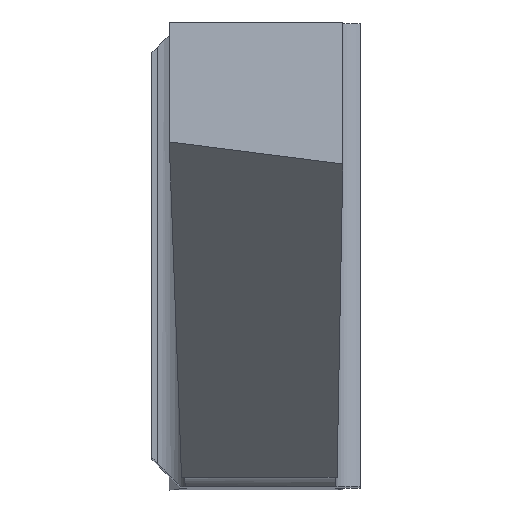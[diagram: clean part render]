
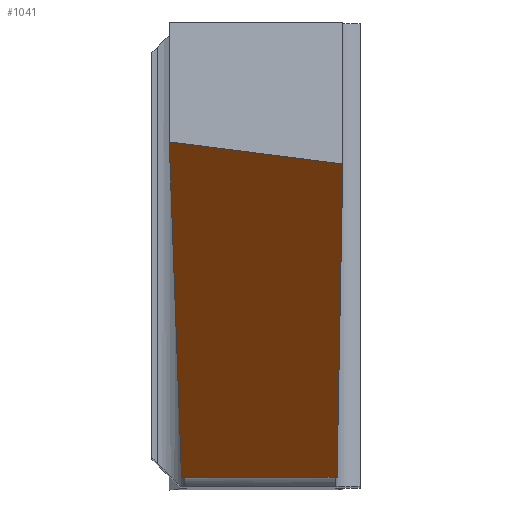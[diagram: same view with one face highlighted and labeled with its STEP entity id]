
A CAD part, top view. The second image highlights one B-rep face of the part: STEP entity #1041.
In plain terms, the highlighted planar face has unit normal (0, -0.904, 0.427).
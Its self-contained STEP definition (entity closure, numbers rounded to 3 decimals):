
#17 =( BOUNDED_CURVE ( )  B_SPLINE_CURVE ( 3, ( #479, #470, #1081, #490 ),
 .UNSPECIFIED., .F., .F. ) 
 B_SPLINE_CURVE_WITH_KNOTS ( ( 4, 4 ),
 ( 6.021, 7.854 ),
 .UNSPECIFIED. ) 
 CURVE ( )  GEOMETRIC_REPRESENTATION_ITEM ( )  RATIONAL_B_SPLINE_CURVE ( ( 1., 0.739, 0.739, 1. ) ) 
 REPRESENTATION_ITEM ( '' )  );
#32 = B_SPLINE_CURVE_WITH_KNOTS ( 'NONE', 1,
 ( #500, #566 ),
 .UNSPECIFIED., .F., .F.,
 ( 2, 2 ),
 ( 1.571, 1.588 ),
 .UNSPECIFIED. ) ;
#61 = VERTEX_POINT ( 'NONE', #1153 ) ;
#73 = CARTESIAN_POINT ( 'NONE',  ( 3.2, -3.85, 13.027 ) ) ;
#96 =( BOUNDED_CURVE ( )  B_SPLINE_CURVE ( 3, ( #172, #202, #310, #307 ),
 .UNSPECIFIED., .F., .F. ) 
 B_SPLINE_CURVE_WITH_KNOTS ( ( 4, 4 ),
 ( 4.704, 6.021 ),
 .UNSPECIFIED. ) 
 CURVE ( )  GEOMETRIC_REPRESENTATION_ITEM ( )  RATIONAL_B_SPLINE_CURVE ( ( 1., 0.86, 0.86, 1. ) ) 
 REPRESENTATION_ITEM ( '' )  );
#112 = VERTEX_POINT ( 'NONE', #854 ) ;
#128 = CARTESIAN_POINT ( 'NONE',  ( 0.3, 1.927, 25.249 ) ) ;
#155 = ORIENTED_EDGE ( 'NONE', *, *, #759, .T. ) ;
#172 = CARTESIAN_POINT ( 'NONE',  ( 3.3, 1.547, 24.445 ) ) ;
#202 = CARTESIAN_POINT ( 'NONE',  ( 3.3, 1.548, 24.446 ) ) ;
#218 = ORIENTED_EDGE ( 'NONE', *, *, #694, .T. ) ;
#234 = CARTESIAN_POINT ( 'NONE',  ( 3.6, 2.034, 25.474 ) ) ;
#278 = VERTEX_POINT ( 'NONE', #73 ) ;
#307 = CARTESIAN_POINT ( 'NONE',  ( 3.299, 1.548, 24.446 ) ) ;
#310 = CARTESIAN_POINT ( 'NONE',  ( 3.3, 1.548, 24.446 ) ) ;
#341 = VECTOR ( 'NONE', #920, 1000. ) ;
#342 = AXIS2_PLACEMENT_3D ( 'NONE', #234, #444, #1056 ) ;
#347 = LINE ( 'NONE', #1067, #341 ) ;
#366 = FACE_OUTER_BOUND ( 'NONE', #574, .T. ) ;
#378 = ORIENTED_EDGE ( 'NONE', *, *, #891, .T. ) ;
#444 = DIRECTION ( 'NONE',  ( 0., 0.904, -0.427 ) ) ;
#470 = CARTESIAN_POINT ( 'NONE',  ( 0.301, 1.928, 25.25 ) ) ;
#477 = ORIENTED_EDGE ( 'NONE', *, *, #739, .T. ) ;
#479 = CARTESIAN_POINT ( 'NONE',  ( 0.301, 1.928, 25.25 ) ) ;
#482 = LINE ( 'NONE', #1011, #643 ) ;
#490 = CARTESIAN_POINT ( 'NONE',  ( 0.3, 1.927, 25.249 ) ) ;
#500 = CARTESIAN_POINT ( 'NONE',  ( 0.3, 1.927, 25.249 ) ) ;
#532 = VECTOR ( 'NONE', #737, 1000. ) ;
#540 = LINE ( 'NONE', #824, #532 ) ;
#552 = CARTESIAN_POINT ( 'NONE',  ( 3.309, 2.035, 25.476 ) ) ;
#566 = CARTESIAN_POINT ( 'NONE',  ( 0.3, 1.927, 25.249 ) ) ;
#568 = VERTEX_POINT ( 'NONE', #810 ) ;
#574 = EDGE_LOOP ( 'NONE', ( #794, #378, #155, #908, #477, #218, #1016 ) ) ;
#598 = VECTOR ( 'NONE', #652, 1000. ) ;
#636 = CARTESIAN_POINT ( 'NONE',  ( 0.301, 1.928, 25.25 ) ) ;
#643 = VECTOR ( 'NONE', #993, 1000. ) ;
#652 = DIRECTION ( 'NONE',  ( 0.008, 0.427, 0.904 ) ) ;
#682 = LINE ( 'NONE', #552, #598 ) ;
#694 = EDGE_CURVE ( 'NONE', #61, #568, #96, .T. ) ;
#737 = DIRECTION ( 'NONE',  ( 0.016, -0.427, -0.904 ) ) ;
#739 = EDGE_CURVE ( 'NONE', #278, #61, #682, .T. ) ;
#759 = EDGE_CURVE ( 'NONE', #112, #802, #540, .T. ) ;
#794 = ORIENTED_EDGE ( 'NONE', *, *, #861, .T. ) ;
#802 = VERTEX_POINT ( 'NONE', #980 ) ;
#808 = EDGE_CURVE ( 'NONE', #1019, #568, #482, .T. ) ;
#810 = CARTESIAN_POINT ( 'NONE',  ( 3.299, 1.548, 24.446 ) ) ;
#824 = CARTESIAN_POINT ( 'NONE',  ( 0.297, 2.011, 25.427 ) ) ;
#854 = CARTESIAN_POINT ( 'NONE',  ( 0.3, 1.927, 25.249 ) ) ;
#861 = EDGE_CURVE ( 'NONE', #1019, #1135, #17, .T. ) ;
#891 = EDGE_CURVE ( 'NONE', #1135, #112, #32, .T. ) ;
#908 = ORIENTED_EDGE ( 'NONE', *, *, #1052, .F. ) ;
#920 = DIRECTION ( 'NONE',  ( -1., 0., 0. ) ) ;
#980 = CARTESIAN_POINT ( 'NONE',  ( 0.513, -3.85, 13.027 ) ) ;
#993 = DIRECTION ( 'NONE',  ( 0.959, -0.121, -0.257 ) ) ;
#1011 = CARTESIAN_POINT ( 'NONE',  ( 3.266, 1.552, 24.455 ) ) ;
#1016 = ORIENTED_EDGE ( 'NONE', *, *, #808, .F. ) ;
#1019 = VERTEX_POINT ( 'NONE', #636 ) ;
#1041 = ADVANCED_FACE ( 'NONE', ( #366 ), #1115, .F. ) ;
#1052 = EDGE_CURVE ( 'NONE', #278, #802, #347, .T. ) ;
#1056 = DIRECTION ( 'NONE',  ( 0., 0.427, 0.904 ) ) ;
#1067 = CARTESIAN_POINT ( 'NONE',  ( 3.6, -3.85, 13.027 ) ) ;
#1081 = CARTESIAN_POINT ( 'NONE',  ( 0.3, 1.928, 25.249 ) ) ;
#1115 = PLANE ( 'NONE',  #342 ) ;
#1135 = VERTEX_POINT ( 'NONE', #128 ) ;
#1153 = CARTESIAN_POINT ( 'NONE',  ( 3.3, 1.547, 24.445 ) ) ;
